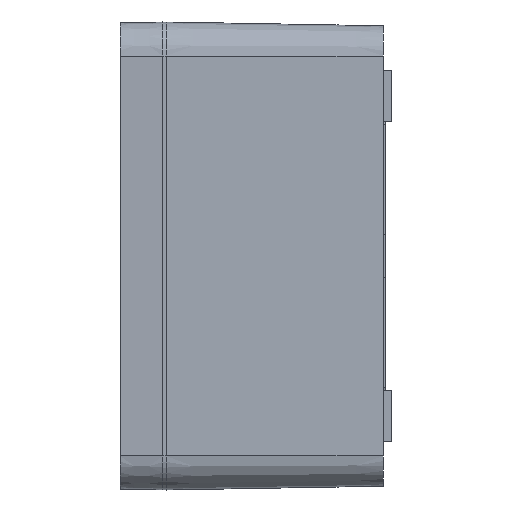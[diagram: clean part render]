
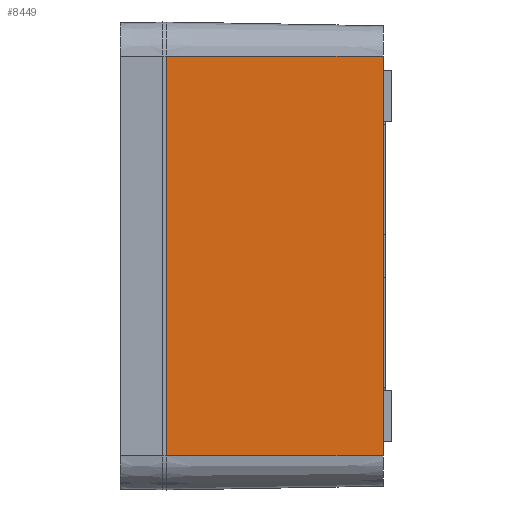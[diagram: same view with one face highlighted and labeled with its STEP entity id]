
A CAD part, left-side view. The second image highlights one B-rep face of the part: STEP entity #8449.
In plain terms, the highlighted planar face has unit normal (-1, -0.018, 0).
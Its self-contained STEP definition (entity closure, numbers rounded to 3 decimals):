
#1091=FACE_OUTER_BOUND('',#1562,.T.);
#1562=EDGE_LOOP('',(#6619,#6620,#6621,#6622));
#1837=LINE('',#10825,#2760);
#2269=LINE('',#12171,#3192);
#2281=LINE('',#12202,#3204);
#2283=LINE('',#12206,#3206);
#2760=VECTOR('',#9116,10.);
#3192=VECTOR('',#9918,10.);
#3204=VECTOR('',#9954,10.);
#3206=VECTOR('',#9960,8.);
#3683=VERTEX_POINT('',#10823);
#3684=VERTEX_POINT('',#10824);
#4010=VERTEX_POINT('',#12168);
#4011=VERTEX_POINT('',#12170);
#4443=EDGE_CURVE('',#3683,#3684,#1837,.T.);
#4943=EDGE_CURVE('',#4010,#4011,#2269,.T.);
#4960=EDGE_CURVE('',#3683,#4011,#2281,.T.);
#4962=EDGE_CURVE('',#3684,#4010,#2283,.T.);
#6619=ORIENTED_EDGE('',*,*,#4943,.F.);
#6620=ORIENTED_EDGE('',*,*,#4962,.F.);
#6621=ORIENTED_EDGE('',*,*,#4443,.F.);
#6622=ORIENTED_EDGE('',*,*,#4960,.T.);
#8085=PLANE('',#8920);
#8449=ADVANCED_FACE('',(#1091),#8085,.T.);
#8920=AXIS2_PLACEMENT_3D('',#12207,#9961,#9962);
#9116=DIRECTION('',(0.,0.,1.));
#9918=DIRECTION('',(0.,0.,-1.));
#9954=DIRECTION('',(0.017,-1.,0.));
#9960=DIRECTION('',(0.017,-1.,0.));
#9961=DIRECTION('center_axis',(-1.,-0.017,0.));
#9962=DIRECTION('ref_axis',(0.,0.,-1.));
#10823=CARTESIAN_POINT('',(-70.,0.,-47.));
#10824=CARTESIAN_POINT('',(-70.,0.,47.));
#10825=CARTESIAN_POINT('',(-70.,0.,-23.5));
#12168=CARTESIAN_POINT('',(-69.11,-51.,47.));
#12170=CARTESIAN_POINT('',(-69.11,-51.,-47.));
#12171=CARTESIAN_POINT('',(-69.11,-51.,-23.5));
#12202=CARTESIAN_POINT('',(-70.,0.,-47.));
#12206=CARTESIAN_POINT('',(-70.,0.,47.));
#12207=CARTESIAN_POINT('Origin',(-70.,0.,-47.));
